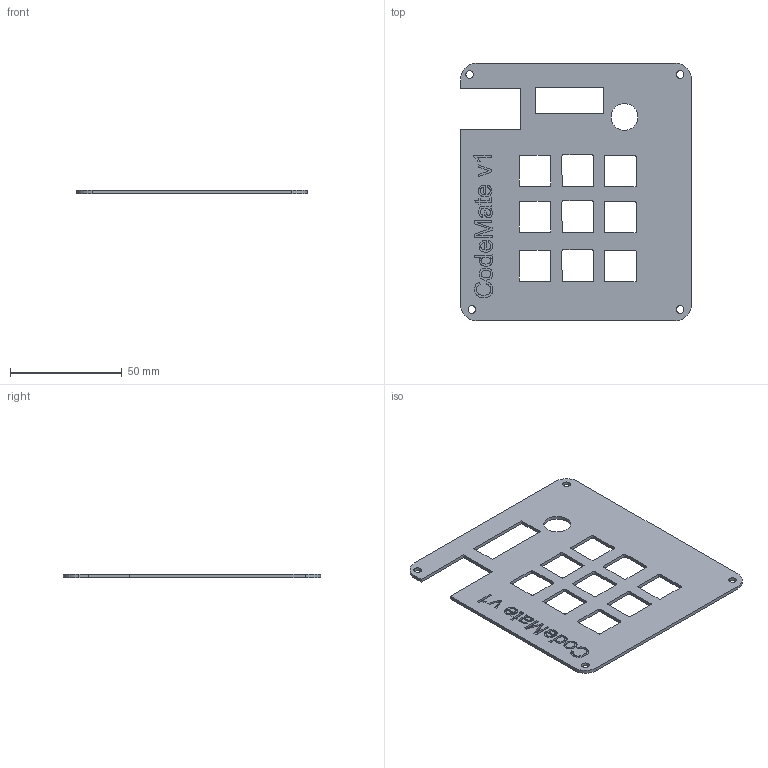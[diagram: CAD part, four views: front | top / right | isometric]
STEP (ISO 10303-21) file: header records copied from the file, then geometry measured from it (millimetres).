
FILE_DESCRIPTION(/* description */ (''),/* implementation_level */ '2;1');
FILE_NAME(/* name */ 'Codemate top.step',/* time_stamp */ '2026-01-25T14:28:40+05:30',/* author */ (''),/* organization */ (''),/* preprocessor_version */ 'ST-DEVELOPER v20.1',/* originating_system */ 'Autodesk Translation Framework v14.21.0.0',/* authorisation */ '');
FILE_SCHEMA (('AUTOMOTIVE_DESIGN { 1 0 10303 214 3 1 1 }'));
Length unit declared in the file: millimetre
Products named in the file (1): Codemate top
Bounding box: 103.43 x 115.35 x 1.5 mm (x, y, z)
Volume: 13453.5 mm3; surface area: 20219.3 mm2
Topology: 1 solids, 1 shells, 301 faces, 852 edges, 568 vertices
Faces by surface type: bspline 137, plane 119, cylinder 45
Full cylindrical faces by diameter (mm): 3.4 x4, 12 x1
Entity records: 11099 total; most frequent: CARTESIAN_POINT 4051, ORIENTED_EDGE 1704, DIRECTION 998, EDGE_CURVE 852, VERTEX_POINT 568, LINE 488, VECTOR 488, EDGE_LOOP 346
